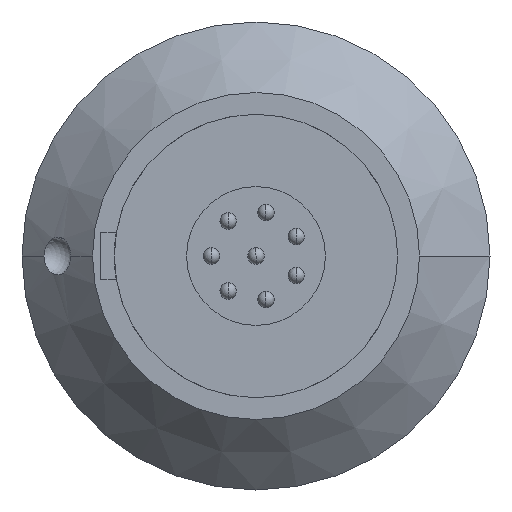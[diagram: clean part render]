
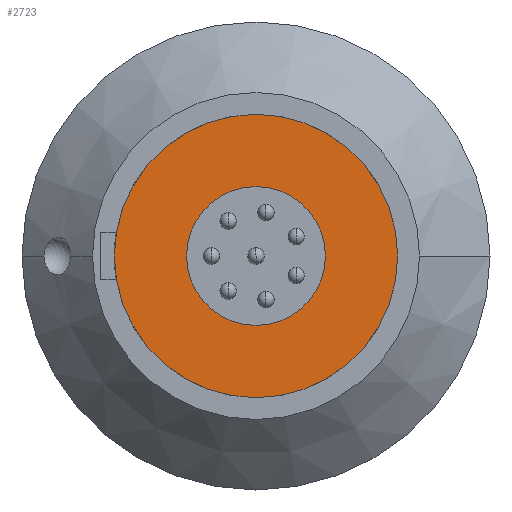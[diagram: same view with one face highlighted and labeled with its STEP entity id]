
A CAD part, left-side view. The second image highlights one B-rep face of the part: STEP entity #2723.
In plain terms, the highlighted planar face has unit normal (-1, 0, 0).
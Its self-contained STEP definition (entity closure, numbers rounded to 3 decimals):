
#424=CARTESIAN_POINT('',(-1.,0.,0.));
#425=DIRECTION('',(-1.,0.,0.));
#426=DIRECTION('',(0.,1.,0.));
#427=AXIS2_PLACEMENT_3D('',#424,#425,#426);
#429=CARTESIAN_POINT('',(-1.,0.,0.));
#430=DIRECTION('',(1.,0.,0.));
#431=DIRECTION('',(0.,1.,0.));
#432=AXIS2_PLACEMENT_3D('',#429,#430,#431);
#434=CARTESIAN_POINT('',(-1.,0.,0.));
#435=DIRECTION('',(-1.,0.,0.));
#436=DIRECTION('',(0.,0.,1.));
#437=AXIS2_PLACEMENT_3D('',#434,#435,#436);
#439=CARTESIAN_POINT('',(-1.,0.,0.));
#440=DIRECTION('',(-1.,0.,0.));
#441=DIRECTION('',(0.,0.,-1.));
#442=AXIS2_PLACEMENT_3D('',#439,#440,#441);
#1877=CARTESIAN_POINT('',(-1.,0.,-2.95));
#1878=VERTEX_POINT('',#1877);
#1879=CARTESIAN_POINT('',(-1.,0.,2.95));
#1880=VERTEX_POINT('',#1879);
#2220=CARTESIAN_POINT('',(-1.,-6.025,0.));
#2222=VERTEX_POINT('',#2220);
#2225=CARTESIAN_POINT('',(-1.,6.025,0.));
#2226=VERTEX_POINT('',#2225);
#2708=CARTESIAN_POINT('',(-1.,0.,0.));
#2709=DIRECTION('',(1.,0.,0.));
#2710=DIRECTION('',(0.,-1.,0.));
#2711=AXIS2_PLACEMENT_3D('',#2708,#2709,#2710);
#2712=PLANE('',#2711);
#2713=ORIENTED_EDGE('',*,*,#2699,.F.);
#2714=ORIENTED_EDGE('',*,*,#2685,.T.);
#2715=EDGE_LOOP('',(#2713,#2714));
#2716=FACE_OUTER_BOUND('',#2715,.F.);
#2718=ORIENTED_EDGE('',*,*,#2717,.T.);
#2720=ORIENTED_EDGE('',*,*,#2719,.T.);
#2721=EDGE_LOOP('',(#2718,#2720));
#2722=FACE_BOUND('',#2721,.F.);
#2723=ADVANCED_FACE('',(#2716,#2722),#2712,.F.);
#428=CIRCLE('',#427,6.025);
#433=CIRCLE('',#432,6.025);
#438=CIRCLE('',#437,2.95);
#443=CIRCLE('',#442,2.95);
#2685=EDGE_CURVE('',#2226,#2222,#433,.T.);
#2699=EDGE_CURVE('',#2226,#2222,#428,.T.);
#2717=EDGE_CURVE('',#1880,#1878,#438,.T.);
#2719=EDGE_CURVE('',#1878,#1880,#443,.T.);
